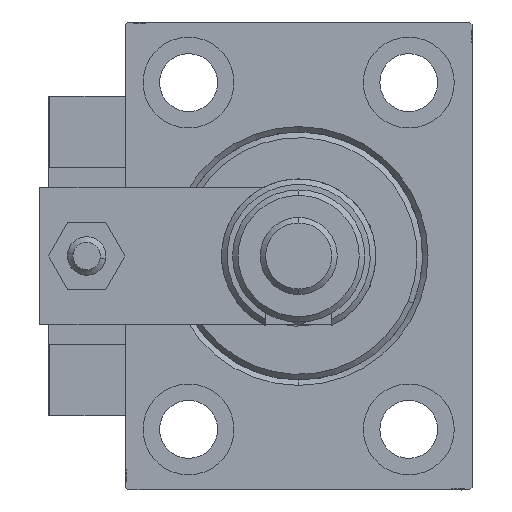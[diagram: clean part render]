
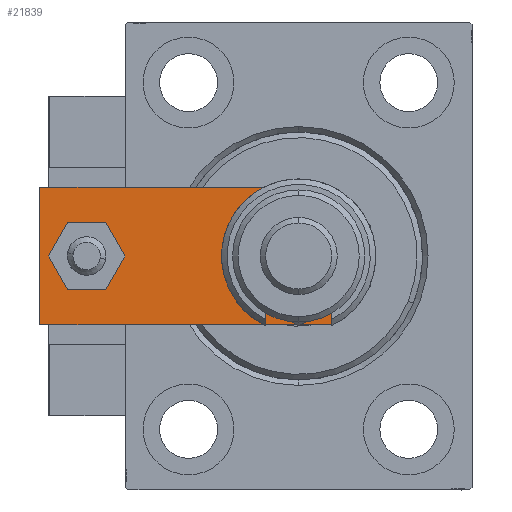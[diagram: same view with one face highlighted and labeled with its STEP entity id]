
A CAD part, left-side view. The second image highlights one B-rep face of the part: STEP entity #21839.
In plain terms, the highlighted face is planar.
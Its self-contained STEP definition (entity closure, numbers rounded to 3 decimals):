
#542 = LINE ( 'NONE', #33862, #24832 ) ;
#900 = AXIS2_PLACEMENT_3D ( 'NONE', #21162, #12238, #12765 ) ;
#1059 = EDGE_CURVE ( 'NONE', #10895, #16951, #542, .T. ) ;
#1279 = ORIENTED_EDGE ( 'NONE', *, *, #1059, .T. ) ;
#2364 = ORIENTED_EDGE ( 'NONE', *, *, #17411, .F. ) ;
#3019 = DIRECTION ( 'NONE',  ( 0., 0., 1. ) ) ;
#3092 = DIRECTION ( 'NONE',  ( 0.707, -0.707, 0. ) ) ;
#4260 = CARTESIAN_POINT ( 'NONE',  ( -12.5, 0., 6. ) ) ;
#4467 = CARTESIAN_POINT ( 'NONE',  ( -5.5, 0., 6. ) ) ;
#5225 = AXIS2_PLACEMENT_3D ( 'NONE', #34582, #29967, #38647 ) ;
#5811 = VERTEX_POINT ( 'NONE', #47968 ) ;
#6288 = DIRECTION ( 'NONE',  ( 1., 0., 0. ) ) ;
#6683 = VECTOR ( 'NONE', #3092, 1000. ) ;
#7132 = EDGE_CURVE ( 'NONE', #24465, #10895, #20247, .T. ) ;
#7754 = VERTEX_POINT ( 'NONE', #39388 ) ;
#7825 = CARTESIAN_POINT ( 'NONE',  ( -12.5, 7., 6. ) ) ;
#8292 = DIRECTION ( 'NONE',  ( 1., 0., 0. ) ) ;
#8456 = CARTESIAN_POINT ( 'NONE',  ( 12.5, 7., 6. ) ) ;
#9139 = VERTEX_POINT ( 'NONE', #48440 ) ;
#10895 = VERTEX_POINT ( 'NONE', #52117 ) ;
#11170 = EDGE_CURVE ( 'NONE', #39207, #9139, #48001, .T. ) ;
#11582 = EDGE_CURVE ( 'NONE', #13157, #24465, #22130, .T. ) ;
#12134 = AXIS2_PLACEMENT_3D ( 'NONE', #49482, #46486, #8292 ) ;
#12238 = DIRECTION ( 'NONE',  ( 0., 0., 1. ) ) ;
#12537 = LINE ( 'NONE', #44269, #33077 ) ;
#12765 = DIRECTION ( 'NONE',  ( 1., 0., 0. ) ) ;
#13157 = VERTEX_POINT ( 'NONE', #7825 ) ;
#13858 = DIRECTION ( 'NONE',  ( 0., 1., 0. ) ) ;
#14175 = CIRCLE ( 'NONE', #22787, 4. ) ;
#14335 = CARTESIAN_POINT ( 'NONE',  ( -8.25, 13., 6. ) ) ;
#14417 = CARTESIAN_POINT ( 'NONE',  ( 12.5, 60., 6. ) ) ;
#15312 = VECTOR ( 'NONE', #33508, 1000. ) ;
#15537 = CARTESIAN_POINT ( 'NONE',  ( 8.25, 13., 6. ) ) ;
#15576 = CIRCLE ( 'NONE', #12134, 4. ) ;
#16686 = ORIENTED_EDGE ( 'NONE', *, *, #23967, .T. ) ;
#16951 = VERTEX_POINT ( 'NONE', #8456 ) ;
#17351 = EDGE_LOOP ( 'NONE', ( #22070, #35830, #22348, #1279, #16686, #41079 ) ) ;
#17411 = EDGE_CURVE ( 'NONE', #7754, #5811, #15576, .T. ) ;
#18728 = EDGE_CURVE ( 'NONE', #45351, #24789, #28592, .T. ) ;
#19011 = CARTESIAN_POINT ( 'NONE',  ( 0., 51.5, 6. ) ) ;
#20247 = LINE ( 'NONE', #4260, #15312 ) ;
#20602 = DIRECTION ( 'NONE',  ( 1., 0., 0. ) ) ;
#20948 = CARTESIAN_POINT ( 'NONE',  ( 12.5, 60., 6. ) ) ;
#21162 = CARTESIAN_POINT ( 'NONE',  ( 0., 13., 6. ) ) ;
#21332 = ORIENTED_EDGE ( 'NONE', *, *, #42007, .F. ) ;
#21839 = ADVANCED_FACE ( 'NONE', ( #38918, #31061, #47588 ), #30514, .T. ) ;
#22070 = ORIENTED_EDGE ( 'NONE', *, *, #24777, .T. ) ;
#22130 = LINE ( 'NONE', #52380, #6683 ) ;
#22348 = ORIENTED_EDGE ( 'NONE', *, *, #7132, .T. ) ;
#22787 = AXIS2_PLACEMENT_3D ( 'NONE', #19011, #27662, #6288 ) ;
#23335 = DIRECTION ( 'NONE',  ( -1., 0., 0. ) ) ;
#23967 = EDGE_CURVE ( 'NONE', #16951, #39207, #30647, .T. ) ;
#24125 = CARTESIAN_POINT ( 'NONE',  ( 0., 13., 6. ) ) ;
#24465 = VERTEX_POINT ( 'NONE', #4467 ) ;
#24777 = EDGE_CURVE ( 'NONE', #9139, #13157, #12537, .T. ) ;
#24789 = VERTEX_POINT ( 'NONE', #15537 ) ;
#24832 = VECTOR ( 'NONE', #50114, 1000. ) ;
#27662 = DIRECTION ( 'NONE',  ( 0., 0., 1. ) ) ;
#28151 = ORIENTED_EDGE ( 'NONE', *, *, #42745, .F. ) ;
#28592 = CIRCLE ( 'NONE', #900, 8.25 ) ;
#29967 = DIRECTION ( 'NONE',  ( 0., 0., 1. ) ) ;
#30514 = PLANE ( 'NONE',  #5225 ) ;
#30647 = LINE ( 'NONE', #43665, #52064 ) ;
#31061 = FACE_OUTER_BOUND ( 'NONE', #17351, .T. ) ;
#32321 = DIRECTION ( 'NONE',  ( 0., -1., 0. ) ) ;
#33077 = VECTOR ( 'NONE', #32321, 1000. ) ;
#33508 = DIRECTION ( 'NONE',  ( 1., 0., 0. ) ) ;
#33862 = CARTESIAN_POINT ( 'NONE',  ( 2.75, -2.75, 6. ) ) ;
#34582 = CARTESIAN_POINT ( 'NONE',  ( 0., 0., 6. ) ) ;
#35830 = ORIENTED_EDGE ( 'NONE', *, *, #11582, .T. ) ;
#38647 = DIRECTION ( 'NONE',  ( 1., 0., 0. ) ) ;
#38918 = FACE_BOUND ( 'NONE', #49982, .T. ) ;
#39134 = ORIENTED_EDGE ( 'NONE', *, *, #18728, .F. ) ;
#39207 = VERTEX_POINT ( 'NONE', #20948 ) ;
#39388 = CARTESIAN_POINT ( 'NONE',  ( -4., 51.5, 6. ) ) ;
#40124 = AXIS2_PLACEMENT_3D ( 'NONE', #24125, #3019, #20602 ) ;
#41079 = ORIENTED_EDGE ( 'NONE', *, *, #11170, .T. ) ;
#42007 = EDGE_CURVE ( 'NONE', #24789, #45351, #51315, .T. ) ;
#42745 = EDGE_CURVE ( 'NONE', #5811, #7754, #14175, .T. ) ;
#43665 = CARTESIAN_POINT ( 'NONE',  ( 12.5, 0., 6. ) ) ;
#43758 = EDGE_LOOP ( 'NONE', ( #39134, #21332 ) ) ;
#44269 = CARTESIAN_POINT ( 'NONE',  ( -12.5, 60., 6. ) ) ;
#44779 = VECTOR ( 'NONE', #23335, 1000. ) ;
#45351 = VERTEX_POINT ( 'NONE', #14335 ) ;
#46486 = DIRECTION ( 'NONE',  ( 0., 0., 1. ) ) ;
#47588 = FACE_BOUND ( 'NONE', #43758, .T. ) ;
#47968 = CARTESIAN_POINT ( 'NONE',  ( 4., 51.5, 6. ) ) ;
#48001 = LINE ( 'NONE', #14417, #44779 ) ;
#48440 = CARTESIAN_POINT ( 'NONE',  ( -12.5, 60., 6. ) ) ;
#49482 = CARTESIAN_POINT ( 'NONE',  ( 0., 51.5, 6. ) ) ;
#49982 = EDGE_LOOP ( 'NONE', ( #2364, #28151 ) ) ;
#50114 = DIRECTION ( 'NONE',  ( 0.707, 0.707, 0. ) ) ;
#51315 = CIRCLE ( 'NONE', #40124, 8.25 ) ;
#52064 = VECTOR ( 'NONE', #13858, 1000. ) ;
#52117 = CARTESIAN_POINT ( 'NONE',  ( 5.5, 0., 6. ) ) ;
#52380 = CARTESIAN_POINT ( 'NONE',  ( -2.75, -2.75, 6. ) ) ;
